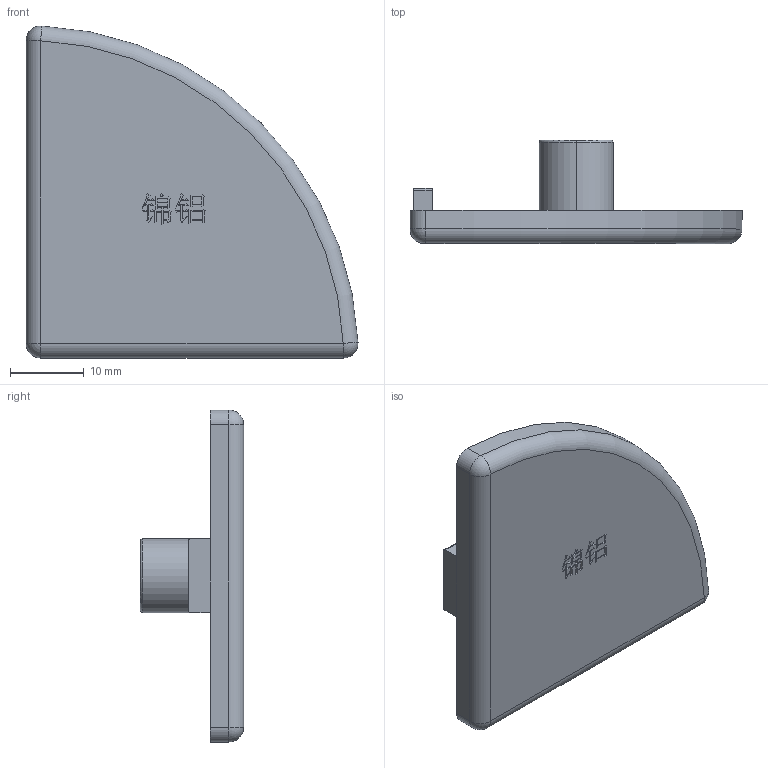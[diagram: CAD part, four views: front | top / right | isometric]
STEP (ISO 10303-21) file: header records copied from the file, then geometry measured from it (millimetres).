
FILE_DESCRIPTION (( 'STEP AP203' ), '1' );
FILE_NAME ('韁梓4545圉埴傷裔.STEP', '2019-07-31T05:32:07', ( 'User' ), ( 'China' ), 'SwSTEP 2.0', 'SolidWorks 2015', '' );
FILE_SCHEMA (( 'CONFIG_CONTROL_DESIGN' ));
Length unit declared in the file: millimetre
Products named in the file (1): 韁梓4545圉埴傷裔
Bounding box: 44.95 x 14 x 44.95 mm (x, y, z)
Volume: 5920.7 mm3; surface area: 4625.8 mm2
Topology: 1 solids, 1 shells, 186 faces, 508 edges, 333 vertices
Faces by surface type: plane 139, bspline 28, cylinder 13, torus 3, sphere 3
Entity records: 6743 total; most frequent: CARTESIAN_POINT 2133, ORIENTED_EDGE 1010, DIRECTION 800, EDGE_CURVE 505, VECTOR 416, LINE 416, VERTEX_POINT 333, EDGE_LOOP 198
